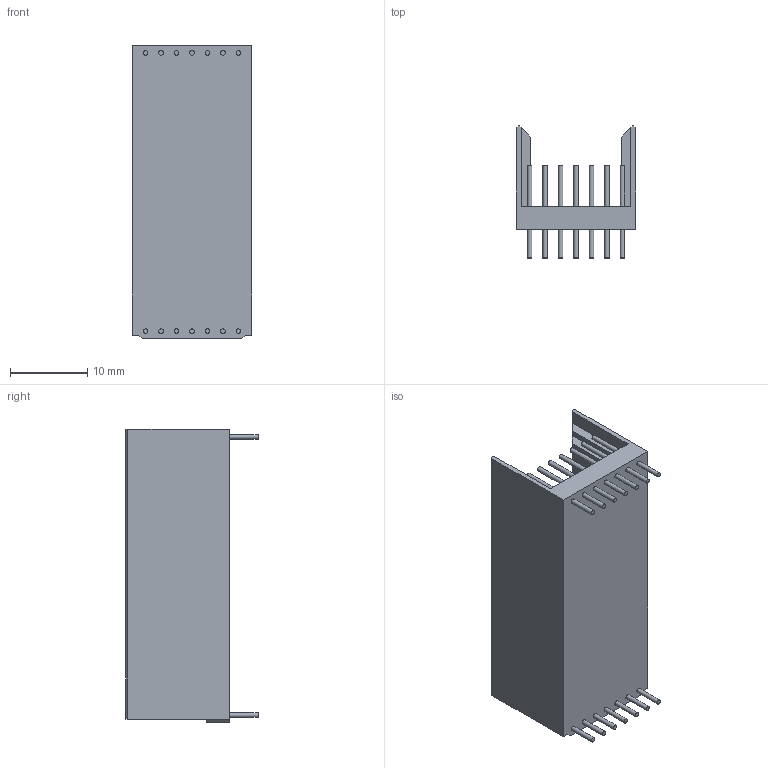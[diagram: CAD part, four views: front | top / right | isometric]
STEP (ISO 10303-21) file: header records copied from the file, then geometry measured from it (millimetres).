
FILE_DESCRIPTION((''),'2;1');
FILE_NAME( '1705_har-bus_HM_B19_straight_male_133_pole.stp', '2004-08-12T10:23:51',('User'),('SDRC'),'I-DEAS Master Series 9','UNIX', 'Yes');
FILE_SCHEMA(('AUTOMOTIVE_DESIGN { 1 0 10303 214 1 1 1 1 }'));
Length unit declared in the file: millimetre
Products named in the file (1): 1705_har-bus_HM_B19_straight_male_133_pole
Bounding box: 15.4 x 17.1 x 38 mm (x, y, z)
Volume: 3000.8 mm3; surface area: 3384.6 mm2
Topology: 1 solids, 1 shells, 98 faces, 204 edges, 136 vertices
Faces by surface type: bspline 98
Entity records: 2975 total; most frequent: CARTESIAN_POINT 1497, ORIENTED_EDGE 408, EDGE_CURVE 204, VERTEX_POINT 136, EDGE_LOOP 126, OVER_RIDING_STYLED_ITEM 112, B_SPLINE_CURVE_WITH_KNOTS 103, FACE_OUTER_BOUND 98
